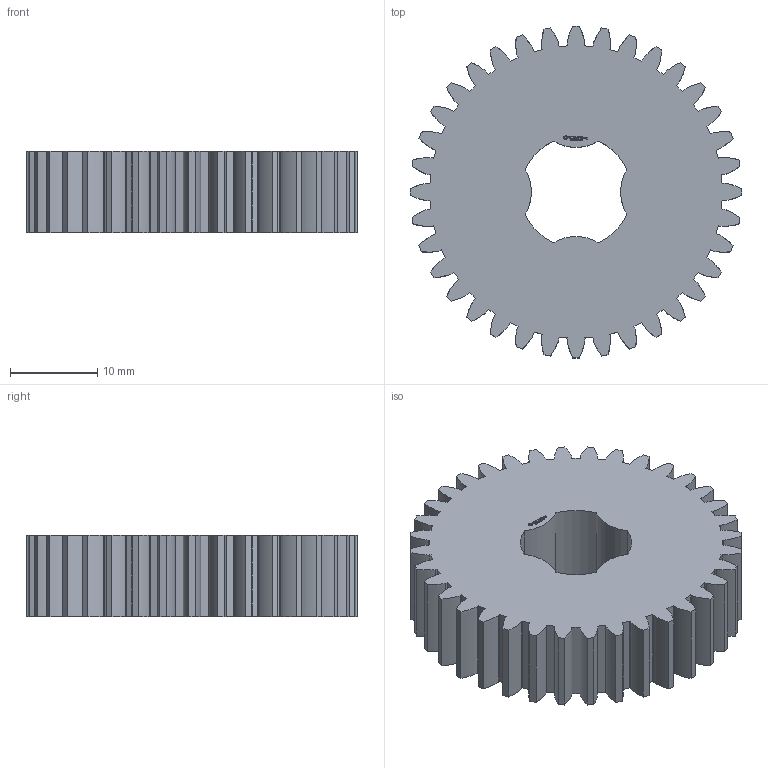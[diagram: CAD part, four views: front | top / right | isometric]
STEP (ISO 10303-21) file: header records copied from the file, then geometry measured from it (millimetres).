
FILE_DESCRIPTION(('FreeCAD Model'),'2;1');
FILE_NAME('Open CASCADE Shape Model','2024-03-09T19:53:00',(''),(''), 'Open CASCADE STEP processor 7.6','FreeCAD','Unknown');
FILE_SCHEMA(('AUTOMOTIVE_DESIGN { 1 0 10303 214 1 1 1 1 }'));
Length unit declared in the file: millimetre
Products named in the file (1): Gear Wheel PLN TTH36 BU00.75 SFT-SHD - SPN-GWH-0123 (stemfie.org)
Bounding box: 37.99 x 37.99 x 9.38 mm (x, y, z)
Volume: 8416.8 mm3; surface area: 4359.3 mm2
Topology: 1 solids, 1 shells, 695 faces, 1992 edges, 1328 vertices
Faces by surface type: extrusion 360, plane 327, cylinder 8
Entity records: 59892 total; most frequent: CARTESIAN_POINT 17740, DIRECTION 5584, VECTOR 4864, LINE 4504, ORIENTED_EDGE 3984, PCURVE 3984, DEFINITIONAL_REPRESENTATION 3984, EDGE_CURVE 1992
